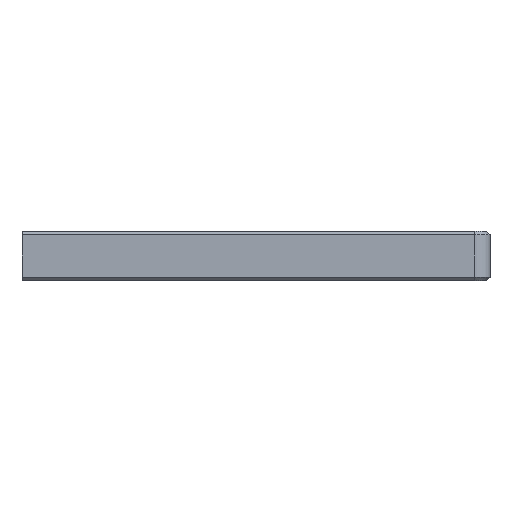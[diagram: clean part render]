
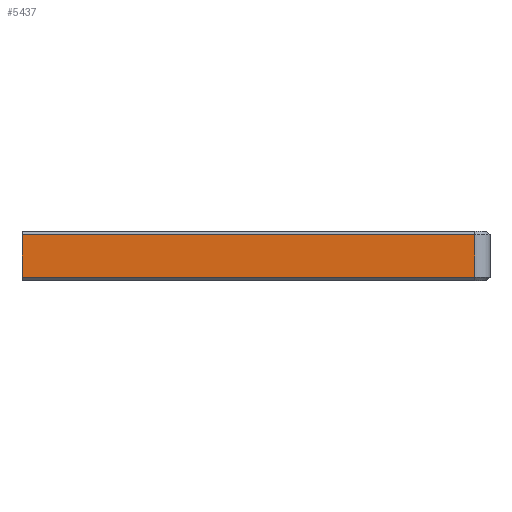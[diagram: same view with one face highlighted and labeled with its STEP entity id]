
A CAD part, front view. The second image highlights one B-rep face of the part: STEP entity #5437.
In plain terms, the highlighted planar face has unit normal (0, -1, 0).
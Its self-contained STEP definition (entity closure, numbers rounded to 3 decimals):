
#869 = CYLINDRICAL_SURFACE('',#870,4.);
#870 = AXIS2_PLACEMENT_3D('',#871,#872,#873);
#871 = CARTESIAN_POINT('',(118.,-23.,0.));
#872 = DIRECTION('',(0.,0.,1.));
#873 = DIRECTION('',(1.,0.,0.));
#976 = PLANE('',#977);
#977 = AXIS2_PLACEMENT_3D('',#978,#979,#980);
#978 = CARTESIAN_POINT('',(118.,-26.5,0.5));
#979 = DIRECTION('',(0.,-0.707,-0.707));
#980 = DIRECTION('',(1.,0.,-0.));
#1004 = PLANE('',#1005);
#1005 = AXIS2_PLACEMENT_3D('',#1006,#1007,#1008);
#1006 = CARTESIAN_POINT('',(0.,-27.,0.));
#1007 = DIRECTION('',(-1.,0.,0.));
#1008 = DIRECTION('',(0.,1.,0.));
#2403 = VERTEX_POINT('',#2404);
#2404 = CARTESIAN_POINT('',(118.,-27.,1.));
#2426 = EDGE_CURVE('',#2403,#2427,#2429,.T.);
#2427 = VERTEX_POINT('',#2428);
#2428 = CARTESIAN_POINT('',(118.,-27.,12.));
#2429 = SURFACE_CURVE('',#2430,(#2434,#2441),.PCURVE_S1.);
#2430 = LINE('',#2431,#2432);
#2431 = CARTESIAN_POINT('',(118.,-27.,0.));
#2432 = VECTOR('',#2433,1.);
#2433 = DIRECTION('',(0.,0.,1.));
#2434 = PCURVE('',#869,#2435);
#2435 = DEFINITIONAL_REPRESENTATION('',(#2436),#2440);
#2436 = LINE('',#2437,#2438);
#2437 = CARTESIAN_POINT('',(-1.571,0.));
#2438 = VECTOR('',#2439,1.);
#2439 = DIRECTION('',(-0.,1.));
#2440 = ( GEOMETRIC_REPRESENTATION_CONTEXT(2) 
PARAMETRIC_REPRESENTATION_CONTEXT() REPRESENTATION_CONTEXT('2D SPACE',''
  ) );
#2441 = PCURVE('',#2442,#2447);
#2442 = PLANE('',#2443);
#2443 = AXIS2_PLACEMENT_3D('',#2444,#2445,#2446);
#2444 = CARTESIAN_POINT('',(122.,-27.,0.));
#2445 = DIRECTION('',(0.,-1.,0.));
#2446 = DIRECTION('',(-1.,0.,0.));
#2447 = DEFINITIONAL_REPRESENTATION('',(#2448),#2452);
#2448 = LINE('',#2449,#2450);
#2449 = CARTESIAN_POINT('',(4.,0.));
#2450 = VECTOR('',#2451,1.);
#2451 = DIRECTION('',(0.,-1.));
#2452 = ( GEOMETRIC_REPRESENTATION_CONTEXT(2) 
PARAMETRIC_REPRESENTATION_CONTEXT() REPRESENTATION_CONTEXT('2D SPACE',''
  ) );
#2643 = VERTEX_POINT('',#2644);
#2644 = CARTESIAN_POINT('',(0.,-27.,1.));
#2665 = EDGE_CURVE('',#2643,#2666,#2668,.T.);
#2666 = VERTEX_POINT('',#2667);
#2667 = CARTESIAN_POINT('',(0.,-27.,12.));
#2668 = SURFACE_CURVE('',#2669,(#2673,#2680),.PCURVE_S1.);
#2669 = LINE('',#2670,#2671);
#2670 = CARTESIAN_POINT('',(0.,-27.,0.));
#2671 = VECTOR('',#2672,1.);
#2672 = DIRECTION('',(0.,0.,1.));
#2673 = PCURVE('',#1004,#2674);
#2674 = DEFINITIONAL_REPRESENTATION('',(#2675),#2679);
#2675 = LINE('',#2676,#2677);
#2676 = CARTESIAN_POINT('',(0.,0.));
#2677 = VECTOR('',#2678,1.);
#2678 = DIRECTION('',(0.,-1.));
#2679 = ( GEOMETRIC_REPRESENTATION_CONTEXT(2) 
PARAMETRIC_REPRESENTATION_CONTEXT() REPRESENTATION_CONTEXT('2D SPACE',''
  ) );
#2680 = PCURVE('',#2442,#2681);
#2681 = DEFINITIONAL_REPRESENTATION('',(#2682),#2686);
#2682 = LINE('',#2683,#2684);
#2683 = CARTESIAN_POINT('',(122.,0.));
#2684 = VECTOR('',#2685,1.);
#2685 = DIRECTION('',(0.,-1.));
#2686 = ( GEOMETRIC_REPRESENTATION_CONTEXT(2) 
PARAMETRIC_REPRESENTATION_CONTEXT() REPRESENTATION_CONTEXT('2D SPACE',''
  ) );
#2704 = PLANE('',#2705);
#2705 = AXIS2_PLACEMENT_3D('',#2706,#2707,#2708);
#2706 = CARTESIAN_POINT('',(118.,-26.5,12.5));
#2707 = DIRECTION('',(0.,0.707,-0.707));
#2708 = DIRECTION('',(-1.,0.,0.));
#2850 = EDGE_CURVE('',#2403,#2643,#2851,.T.);
#2851 = SURFACE_CURVE('',#2852,(#2856,#2863),.PCURVE_S1.);
#2852 = LINE('',#2853,#2854);
#2853 = CARTESIAN_POINT('',(118.,-27.,1.));
#2854 = VECTOR('',#2855,1.);
#2855 = DIRECTION('',(-1.,0.,0.));
#2856 = PCURVE('',#976,#2857);
#2857 = DEFINITIONAL_REPRESENTATION('',(#2858),#2862);
#2858 = LINE('',#2859,#2860);
#2859 = CARTESIAN_POINT('',(-0.,0.707));
#2860 = VECTOR('',#2861,1.);
#2861 = DIRECTION('',(-1.,0.));
#2862 = ( GEOMETRIC_REPRESENTATION_CONTEXT(2) 
PARAMETRIC_REPRESENTATION_CONTEXT() REPRESENTATION_CONTEXT('2D SPACE',''
  ) );
#2863 = PCURVE('',#2442,#2864);
#2864 = DEFINITIONAL_REPRESENTATION('',(#2865),#2869);
#2865 = LINE('',#2866,#2867);
#2866 = CARTESIAN_POINT('',(4.,-1.));
#2867 = VECTOR('',#2868,1.);
#2868 = DIRECTION('',(1.,0.));
#2869 = ( GEOMETRIC_REPRESENTATION_CONTEXT(2) 
PARAMETRIC_REPRESENTATION_CONTEXT() REPRESENTATION_CONTEXT('2D SPACE',''
  ) );
#5437 = ADVANCED_FACE('',(#5438),#2442,.T.);
#5438 = FACE_BOUND('',#5439,.T.);
#5439 = EDGE_LOOP('',(#5440,#5441,#5462,#5463));
#5440 = ORIENTED_EDGE('',*,*,#2426,.T.);
#5441 = ORIENTED_EDGE('',*,*,#5442,.T.);
#5442 = EDGE_CURVE('',#2427,#2666,#5443,.T.);
#5443 = SURFACE_CURVE('',#5444,(#5448,#5455),.PCURVE_S1.);
#5444 = LINE('',#5445,#5446);
#5445 = CARTESIAN_POINT('',(118.,-27.,12.));
#5446 = VECTOR('',#5447,1.);
#5447 = DIRECTION('',(-1.,0.,0.));
#5448 = PCURVE('',#2442,#5449);
#5449 = DEFINITIONAL_REPRESENTATION('',(#5450),#5454);
#5450 = LINE('',#5451,#5452);
#5451 = CARTESIAN_POINT('',(4.,-12.));
#5452 = VECTOR('',#5453,1.);
#5453 = DIRECTION('',(1.,0.));
#5454 = ( GEOMETRIC_REPRESENTATION_CONTEXT(2) 
PARAMETRIC_REPRESENTATION_CONTEXT() REPRESENTATION_CONTEXT('2D SPACE',''
  ) );
#5455 = PCURVE('',#2704,#5456);
#5456 = DEFINITIONAL_REPRESENTATION('',(#5457),#5461);
#5457 = LINE('',#5458,#5459);
#5458 = CARTESIAN_POINT('',(-0.,-0.707));
#5459 = VECTOR('',#5460,1.);
#5460 = DIRECTION('',(1.,0.));
#5461 = ( GEOMETRIC_REPRESENTATION_CONTEXT(2) 
PARAMETRIC_REPRESENTATION_CONTEXT() REPRESENTATION_CONTEXT('2D SPACE',''
  ) );
#5462 = ORIENTED_EDGE('',*,*,#2665,.F.);
#5463 = ORIENTED_EDGE('',*,*,#2850,.F.);
